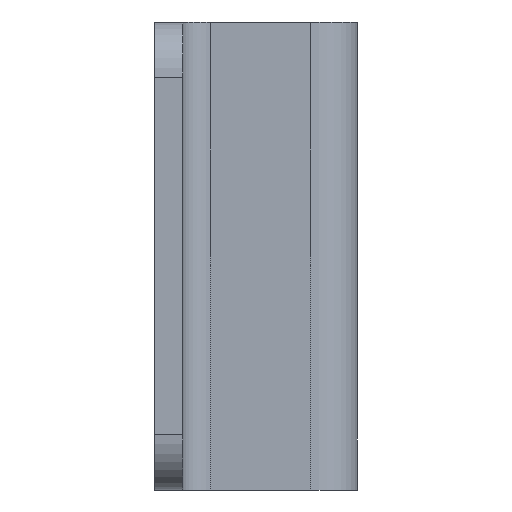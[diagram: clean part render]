
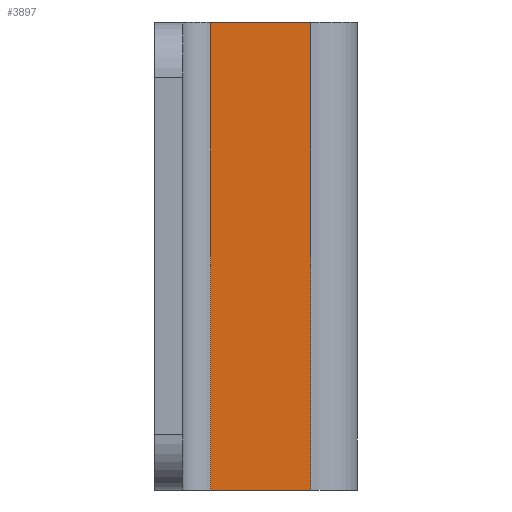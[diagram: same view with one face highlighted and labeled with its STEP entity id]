
A CAD part, left-side view. The second image highlights one B-rep face of the part: STEP entity #3897.
In plain terms, the highlighted planar face has unit normal (-1, 0, 0).
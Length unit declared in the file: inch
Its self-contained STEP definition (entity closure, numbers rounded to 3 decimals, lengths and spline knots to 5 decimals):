
#923=DIRECTION('',(0.,0.,-1.));
#924=VECTOR('',#923,1.);
#925=CARTESIAN_POINT('',(-0.05333,0.25356,0.5));
#926=LINE('',#925,#924);
#927=DIRECTION('',(0.,-1.,0.));
#928=VECTOR('',#927,0.21419);
#929=CARTESIAN_POINT('',(-0.05333,0.25356,0.5));
#930=LINE('',#929,#928);
#931=DIRECTION('',(0.,1.,0.));
#932=VECTOR('',#931,0.21419);
#933=CARTESIAN_POINT('',(-0.05333,0.03937,-0.5));
#934=LINE('',#933,#932);
#935=DIRECTION('',(0.,0.,-1.));
#936=VECTOR('',#935,1.);
#937=CARTESIAN_POINT('',(-0.05333,0.03937,0.5));
#938=LINE('',#937,#936);
#2293=CARTESIAN_POINT('',(-0.05333,0.03937,0.5));
#2295=VERTEX_POINT('',#2293);
#2297=CARTESIAN_POINT('',(-0.05333,0.03937,-0.5));
#2299=VERTEX_POINT('',#2297);
#2361=CARTESIAN_POINT('',(-0.05333,0.25356,0.5));
#2362=VERTEX_POINT('',#2361);
#2363=CARTESIAN_POINT('',(-0.05333,0.25356,-0.5));
#2364=VERTEX_POINT('',#2363);
#3885=CARTESIAN_POINT('',(-0.05333,-0.00651,0.));
#3886=DIRECTION('',(1.,0.,0.));
#3887=DIRECTION('',(0.,-1.,0.));
#3888=AXIS2_PLACEMENT_3D('',#3885,#3886,#3887);
#3889=PLANE('',#3888);
#3890=ORIENTED_EDGE('',*,*,#3879,.F.);
#3891=ORIENTED_EDGE('',*,*,#3560,.T.);
#3893=ORIENTED_EDGE('',*,*,#3892,.T.);
#3894=ORIENTED_EDGE('',*,*,#3670,.T.);
#3895=EDGE_LOOP('',(#3890,#3891,#3893,#3894));
#3896=FACE_OUTER_BOUND('',#3895,.F.);
#3897=ADVANCED_FACE('',(#3896),#3889,.F.);
#3560=EDGE_CURVE('',#2362,#2295,#930,.T.);
#3670=EDGE_CURVE('',#2299,#2364,#934,.T.);
#3879=EDGE_CURVE('',#2362,#2364,#926,.T.);
#3892=EDGE_CURVE('',#2295,#2299,#938,.T.);
